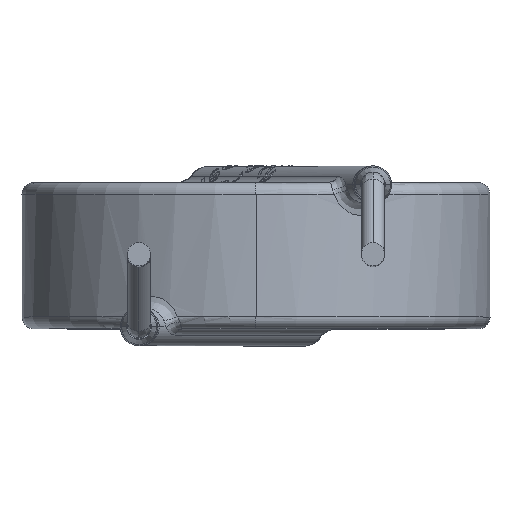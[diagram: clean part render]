
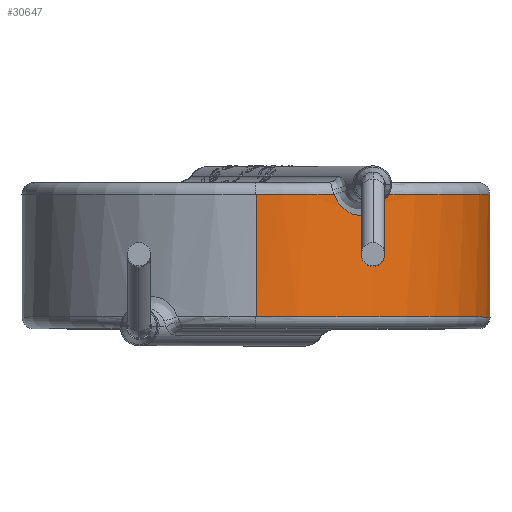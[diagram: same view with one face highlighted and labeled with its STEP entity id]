
A CAD part, top view. The second image highlights one B-rep face of the part: STEP entity #30647.
In plain terms, the highlighted cylindrical face has radius 10 mm (diameter 20 mm), a partial arc.
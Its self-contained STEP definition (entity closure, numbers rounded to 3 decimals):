
#267 = DIRECTION ( 'NONE',  ( -1., 0., 0. ) ) ;
#1906 = CARTESIAN_POINT ( 'NONE',  ( 0., 0.5, 0. ) ) ;
#3595 = CARTESIAN_POINT ( 'NONE',  ( 9.403, 0.658, 3.402 ) ) ;
#3812 = VECTOR ( 'NONE', #11763, 1000. ) ;
#4367 = CARTESIAN_POINT ( 'NONE',  ( 9.093, 1.362, 4.162 ) ) ;
#4537 = AXIS2_PLACEMENT_3D ( 'NONE', #18031, #41647, #64127 ) ;
#5070 = VECTOR ( 'NONE', #24999, 1000. ) ;
#5459 = VERTEX_POINT ( 'NONE', #7394 ) ;
#6065 = DIRECTION ( 'NONE',  ( 0., 1., 0. ) ) ;
#6106 = CIRCLE ( 'NONE', #62996, 10. ) ;
#7394 = CARTESIAN_POINT ( 'NONE',  ( -10., 5.74, 0.022 ) ) ;
#8242 = CIRCLE ( 'NONE', #4537, 10. ) ;
#11351 = CARTESIAN_POINT ( 'NONE',  ( 8.384, 0.555, 5.45 ) ) ;
#11763 = DIRECTION ( 'NONE',  ( 0., 1., 0. ) ) ;
#13776 = CARTESIAN_POINT ( 'NONE',  ( -10., 0.5, 0. ) ) ;
#13969 = CIRCLE ( 'NONE', #73330, 10. ) ;
#15044 = EDGE_CURVE ( 'NONE', #73336, #65718, #13969, .T. ) ;
#15241 = VERTEX_POINT ( 'NONE', #59330 ) ;
#15306 = B_SPLINE_CURVE_WITH_KNOTS ( 'NONE', 3,
 ( #57420, #27609, #3595, #22574, #27217, #34189, #51232, #51990, #45430, #4367, #69030, #51601, #22187, #45822, #69432, #24080, #47335, #41889, #58928, #40765, #41153, #11351, #18648 ),
 .UNSPECIFIED., .F., .F.,
 ( 4, 1, 1, 1, 1, 1, 1, 1, 1, 1, 1, 1, 1, 1, 1, 1, 1, 1, 1, 1, 4 ),
 ( 0., 0.05, 0.1, 0.15, 0.2, 0.25, 0.3, 0.35, 0.4, 0.45, 0.5, 0.55, 0.6, 0.65, 0.7, 0.75, 0.8, 0.85, 0.9, 0.95, 1. ),
 .UNSPECIFIED. ) ;
#15733 = LINE ( 'NONE', #62576, #3812 ) ;
#16754 = ORIENTED_EDGE ( 'NONE', *, *, #26383, .F. ) ;
#16863 = DIRECTION ( 'NONE',  ( 1., 0., 0. ) ) ;
#18031 = CARTESIAN_POINT ( 'NONE',  ( 0., 0.5, 0. ) ) ;
#18421 = LINE ( 'NONE', #19188, #5070 ) ;
#18648 = CARTESIAN_POINT ( 'NONE',  ( 8.375, 0.5, 5.464 ) ) ;
#19188 = CARTESIAN_POINT ( 'NONE',  ( -10., 0.5, 0. ) ) ;
#20916 = ORIENTED_EDGE ( 'NONE', *, *, #15044, .F. ) ;
#21052 = DIRECTION ( 'NONE',  ( 0., -1., 0. ) ) ;
#21817 = VERTEX_POINT ( 'NONE', #56994 ) ;
#22187 = CARTESIAN_POINT ( 'NONE',  ( 8.896, 1.395, 4.569 ) ) ;
#22371 = EDGE_CURVE ( 'NONE', #5459, #55307, #62604, .T. ) ;
#22499 = VERTEX_POINT ( 'NONE', #30904 ) ;
#22574 = CARTESIAN_POINT ( 'NONE',  ( 9.377, 0.803, 3.475 ) ) ;
#24080 = CARTESIAN_POINT ( 'NONE',  ( 8.688, 1.253, 4.952 ) ) ;
#24999 = DIRECTION ( 'NONE',  ( 0., 1., 0. ) ) ;
#26383 = EDGE_CURVE ( 'NONE', #15241, #5459, #6106, .T. ) ;
#26681 = CARTESIAN_POINT ( 'NONE',  ( -10., 0.5, 0.022 ) ) ;
#27217 = CARTESIAN_POINT ( 'NONE',  ( 9.343, 0.937, 3.564 ) ) ;
#27609 = CARTESIAN_POINT ( 'NONE',  ( 9.417, 0.554, 3.365 ) ) ;
#27616 = EDGE_CURVE ( 'NONE', #22499, #73336, #70351, .T. ) ;
#30098 = EDGE_CURVE ( 'NONE', #46602, #22499, #15306, .T. ) ;
#30647 = ADVANCED_FACE ( 'NONE', ( #76100 ), #45533, .T. ) ;
#30904 = CARTESIAN_POINT ( 'NONE',  ( 8.375, 0.5, 5.464 ) ) ;
#32686 = DIRECTION ( 'NONE',  ( 0.838, 0., 0.546 ) ) ;
#33146 = ORIENTED_EDGE ( 'NONE', *, *, #22371, .F. ) ;
#33526 = DIRECTION ( 'NONE',  ( 0., 1., 0. ) ) ;
#34189 = CARTESIAN_POINT ( 'NONE',  ( 9.304, 1.056, 3.666 ) ) ;
#34549 = CARTESIAN_POINT ( 'NONE',  ( 10., 5.74, 0. ) ) ;
#36544 = ORIENTED_EDGE ( 'NONE', *, *, #27616, .F. ) ;
#36638 = ORIENTED_EDGE ( 'NONE', *, *, #70920, .F. ) ;
#36960 = AXIS2_PLACEMENT_3D ( 'NONE', #1906, #37540, #43344 ) ;
#37540 = DIRECTION ( 'NONE',  ( 0., -1., 0. ) ) ;
#39077 = EDGE_CURVE ( 'NONE', #21817, #55307, #15733, .T. ) ;
#39730 = CARTESIAN_POINT ( 'NONE',  ( 0., 0., 0. ) ) ;
#40765 = CARTESIAN_POINT ( 'NONE',  ( 8.45, 0.813, 5.348 ) ) ;
#41153 = CARTESIAN_POINT ( 'NONE',  ( 8.407, 0.662, 5.416 ) ) ;
#41647 = DIRECTION ( 'NONE',  ( 0., -1., 0. ) ) ;
#41762 = DIRECTION ( 'NONE',  ( -1., 0., 0. ) ) ;
#41889 = CARTESIAN_POINT ( 'NONE',  ( 8.559, 1.067, 5.172 ) ) ;
#43344 = DIRECTION ( 'NONE',  ( 0.838, 0., 0.546 ) ) ;
#45430 = CARTESIAN_POINT ( 'NONE',  ( 9.153, 1.313, 4.029 ) ) ;
#45533 = CYLINDRICAL_SURFACE ( 'NONE', #49576, 10. ) ;
#45822 = CARTESIAN_POINT ( 'NONE',  ( 8.826, 1.367, 4.701 ) ) ;
#46602 = VERTEX_POINT ( 'NONE', #49588 ) ;
#47335 = CARTESIAN_POINT ( 'NONE',  ( 8.622, 1.169, 5.066 ) ) ;
#48889 = ORIENTED_EDGE ( 'NONE', *, *, #30098, .F. ) ;
#49576 = AXIS2_PLACEMENT_3D ( 'NONE', #39730, #33526, #16863 ) ;
#49588 = CARTESIAN_POINT ( 'NONE',  ( 9.423, 0.5, 3.349 ) ) ;
#50291 = EDGE_CURVE ( 'NONE', #21817, #46602, #8242, .T. ) ;
#51232 = CARTESIAN_POINT ( 'NONE',  ( 9.259, 1.159, 3.779 ) ) ;
#51601 = CARTESIAN_POINT ( 'NONE',  ( 8.964, 1.403, 4.433 ) ) ;
#51990 = CARTESIAN_POINT ( 'NONE',  ( 9.208, 1.245, 3.901 ) ) ;
#52954 = ORIENTED_EDGE ( 'NONE', *, *, #39077, .T. ) ;
#53000 = CARTESIAN_POINT ( 'NONE',  ( 0., 5.74, 0. ) ) ;
#55307 = VERTEX_POINT ( 'NONE', #34549 ) ;
#56994 = CARTESIAN_POINT ( 'NONE',  ( 10., 0.5, 0. ) ) ;
#57420 = CARTESIAN_POINT ( 'NONE',  ( 9.423, 0.5, 3.349 ) ) ;
#58928 = CARTESIAN_POINT ( 'NONE',  ( 8.502, 0.948, 5.265 ) ) ;
#59330 = CARTESIAN_POINT ( 'NONE',  ( -10., 5.74, 0. ) ) ;
#59570 = DIRECTION ( 'NONE',  ( 0., 1., 0. ) ) ;
#59858 = ORIENTED_EDGE ( 'NONE', *, *, #50291, .F. ) ;
#62576 = CARTESIAN_POINT ( 'NONE',  ( 10., 0.5, 0. ) ) ;
#62604 = CIRCLE ( 'NONE', #68811, 10. ) ;
#62857 = CARTESIAN_POINT ( 'NONE',  ( 0., 0.5, 0. ) ) ;
#62996 = AXIS2_PLACEMENT_3D ( 'NONE', #70748, #6065, #267 ) ;
#64127 = DIRECTION ( 'NONE',  ( 1., 0., 0. ) ) ;
#65718 = VERTEX_POINT ( 'NONE', #13776 ) ;
#68811 = AXIS2_PLACEMENT_3D ( 'NONE', #53000, #59570, #41762 ) ;
#69030 = CARTESIAN_POINT ( 'NONE',  ( 9.03, 1.392, 4.297 ) ) ;
#69432 = CARTESIAN_POINT ( 'NONE',  ( 8.757, 1.319, 4.83 ) ) ;
#70351 = CIRCLE ( 'NONE', #36960, 10. ) ;
#70748 = CARTESIAN_POINT ( 'NONE',  ( 0., 5.74, 0. ) ) ;
#70920 = EDGE_CURVE ( 'NONE', #65718, #15241, #18421, .T. ) ;
#72732 = EDGE_LOOP ( 'NONE', ( #52954, #33146, #16754, #36638, #20916, #36544, #48889, #59858 ) ) ;
#73330 = AXIS2_PLACEMENT_3D ( 'NONE', #62857, #21052, #32686 ) ;
#73336 = VERTEX_POINT ( 'NONE', #26681 ) ;
#76100 = FACE_OUTER_BOUND ( 'NONE', #72732, .T. ) ;
